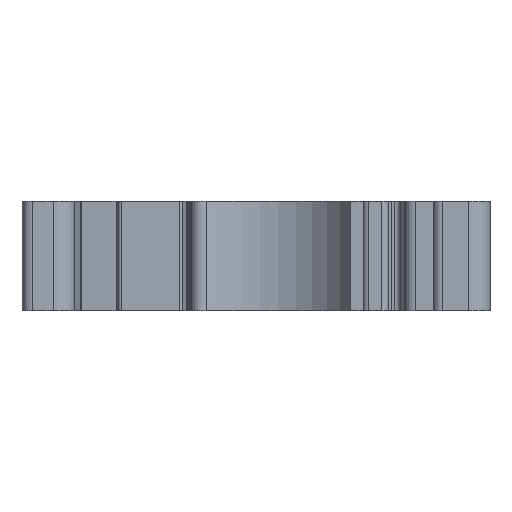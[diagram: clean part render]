
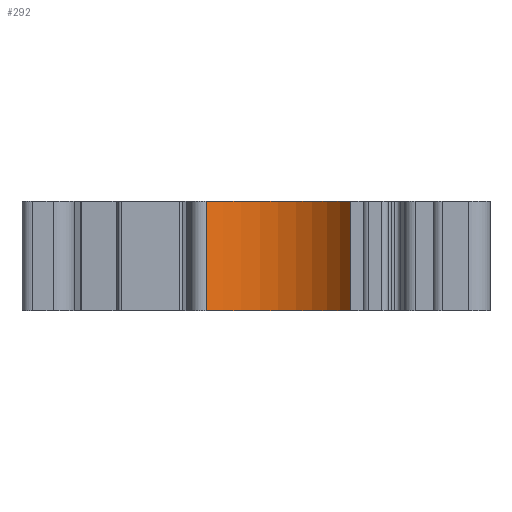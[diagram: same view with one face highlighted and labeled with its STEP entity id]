
A CAD part, front view. The second image highlights one B-rep face of the part: STEP entity #292.
In plain terms, the highlighted cylindrical face has radius 10 mm (diameter 20 mm), a partial arc.
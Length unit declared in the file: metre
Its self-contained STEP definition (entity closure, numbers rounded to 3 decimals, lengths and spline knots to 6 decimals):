
#292 = ADVANCED_FACE( '', ( #650 ), #651, .F. );
#650 = FACE_OUTER_BOUND( '', #1071, .T. );
#651 = CYLINDRICAL_SURFACE( '', #1072, 0.01 );
#1071 = EDGE_LOOP( '', ( #1823, #1824, #1825, #1826 ) );
#1072 = AXIS2_PLACEMENT_3D( '', #1827, #1828, #1829 );
#1823 = ORIENTED_EDGE( '', *, *, #2876, .T. );
#1824 = ORIENTED_EDGE( '', *, *, #2877, .T. );
#1825 = ORIENTED_EDGE( '', *, *, #2878, .F. );
#1826 = ORIENTED_EDGE( '', *, *, #2879, .F. );
#1827 = CARTESIAN_POINT( '', ( 0.000002, -0.033, 0. ) );
#1828 = DIRECTION( '', ( 0., 0., 1. ) );
#1829 = DIRECTION( '', ( 1., 0., 0. ) );
#2876 = EDGE_CURVE( '', #3589, #3590, #3591, .T. );
#2877 = EDGE_CURVE( '', #3590, #3592, #3593, .T. );
#2878 = EDGE_CURVE( '', #3594, #3592, #3595, .T. );
#2879 = EDGE_CURVE( '', #3589, #3594, #3596, .T. );
#3589 = VERTEX_POINT( '', #4530 );
#3590 = VERTEX_POINT( '', #4531 );
#3591 = LINE( '', #4532, #4533 );
#3592 = VERTEX_POINT( '', #4534 );
#3593 = CIRCLE( '', #4535, 0.01 );
#3594 = VERTEX_POINT( '', #4536 );
#3595 = LINE( '', #4537, #4538 );
#3596 = CIRCLE( '', #4539, 0.01 );
#4530 = CARTESIAN_POINT( '', ( -0.00454, -0.024091, 0. ) );
#4531 = CARTESIAN_POINT( '', ( -0.00454, -0.024091, -0.01 ) );
#4532 = CARTESIAN_POINT( '', ( -0.00454, -0.024091, 0. ) );
#4533 = VECTOR( '', #5209, 1. );
#4534 = CARTESIAN_POINT( '', ( 0.008662, -0.028, -0.01 ) );
#4535 = AXIS2_PLACEMENT_3D( '', #5210, #5211, #5212 );
#4536 = CARTESIAN_POINT( '', ( 0.008662, -0.028, 0. ) );
#4537 = CARTESIAN_POINT( '', ( 0.008662, -0.028, 0. ) );
#4538 = VECTOR( '', #5213, 1. );
#4539 = AXIS2_PLACEMENT_3D( '', #5214, #5215, #5216 );
#5209 = DIRECTION( '', ( 0., 0., -1. ) );
#5210 = CARTESIAN_POINT( '', ( 0.000002, -0.033, -0.01 ) );
#5211 = DIRECTION( '', ( 0., 0., -1. ) );
#5212 = DIRECTION( '', ( 1., 0., 0. ) );
#5213 = DIRECTION( '', ( 0., 0., -1. ) );
#5214 = CARTESIAN_POINT( '', ( 0.000002, -0.033, 0. ) );
#5215 = DIRECTION( '', ( 0., 0., -1. ) );
#5216 = DIRECTION( '', ( 1., 0., 0. ) );
